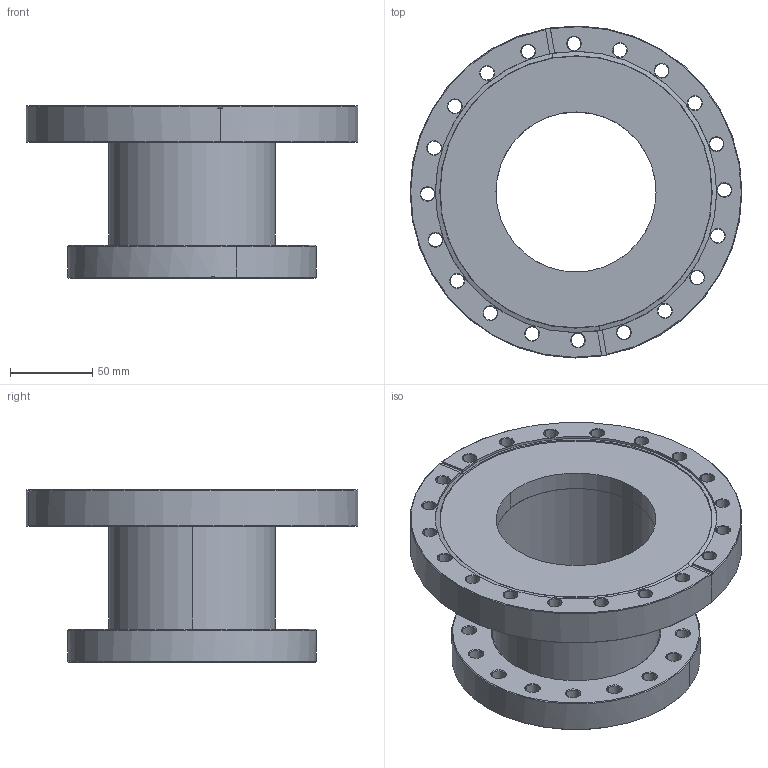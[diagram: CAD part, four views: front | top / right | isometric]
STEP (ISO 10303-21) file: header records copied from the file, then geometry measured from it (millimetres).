
FILE_DESCRIPTION (( 'STEP AP214' ), '1' );
FILE_NAME ('Hositrad_CFA150-100L.STEP', '2017-05-09T09:03:01', ( 'Gebruiker' ), ( '' ), 'SwSTEP 2.0', 'SolidWorks 2017', '' );
FILE_SCHEMA (( 'AUTOMOTIVE_DESIGN' ));
Length unit declared in the file: millimetre
Products named in the file (4): NW100CF-weld_CF100-102; NW150CF-Blind_101.6 Weld Hole; CF-Tubulated-Adapters-All_CFA150-100L; Hositrad_CFA150-100L
Assembly tree (3 placements, depth 2):
  Hositrad_CFA150-100L
    CF-Tubulated-Adapters-All_CFA150-100L
    NW150CF-Blind_101.6 Weld Hole
    NW100CF-weld_CF100-102
Bounding box: 202.4 x 202.4 x 105 mm (x, y, z)
Volume: 732336.6 mm3; surface area: 175526.4 mm2
Topology: 3 solids, 3 shells, 281 faces, 658 edges, 385 vertices
Faces by surface type: cone 165, cylinder 92, plane 24
Entity records: 8701 total; most frequent: DIRECTION 1589, CARTESIAN_POINT 1354, ORIENTED_EDGE 1316, EDGE_CURVE 658, AXIS2_PLACEMENT_3D 652, VERTEX_POINT 385, CIRCLE 365, EDGE_LOOP 361
